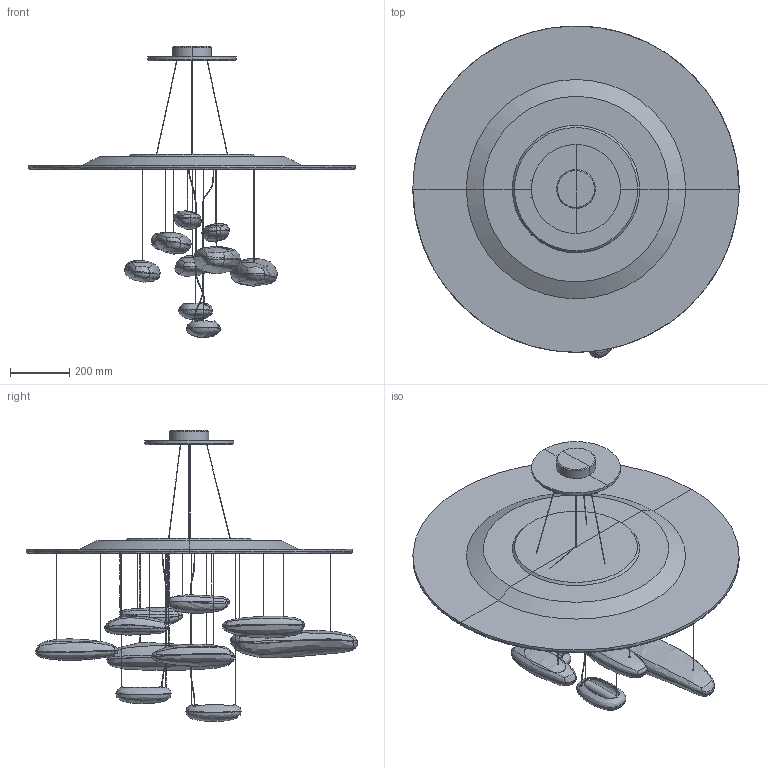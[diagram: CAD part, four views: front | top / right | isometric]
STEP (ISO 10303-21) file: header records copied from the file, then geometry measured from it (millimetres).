
FILE_DESCRIPTION(/* description */ (''),/* implementation_level */ '2;1');
FILE_NAME(/* name */ 'Mercury_Sospensione_3D',/* time_stamp */ '2011-11-02T14:12:44+01:00',/* author */ (''),/* organization */ (''),/* preprocessor_version */ 'ST-DEVELOPER v10',/* originating_system */ '',/* authorisation */ '');
FILE_SCHEMA (('CONFIG_CONTROL_DESIGN'));
Length unit declared in the file: centimetre
Products named in the file (1): 1
Bounding box: 1099.92 x 1118.6 x 981.31 mm (x, y, z)
Volume: 26376279.6 mm3; surface area: 2898443.8 mm2
Topology: 4 solids, 38 shells, 251 faces, 750 edges, 517 vertices
Faces by surface type: bspline 251
Entity records: 36279 total; most frequent: CARTESIAN_POINT 32065, ORIENTED_EDGE 1299, EDGE_CURVE 747, B_SPLINE_CURVE_WITH_KNOTS 526, VERTEX_POINT 517, EDGE_LOOP 270, ADVANCED_FACE 251, FACE_OUTER_BOUND 251
